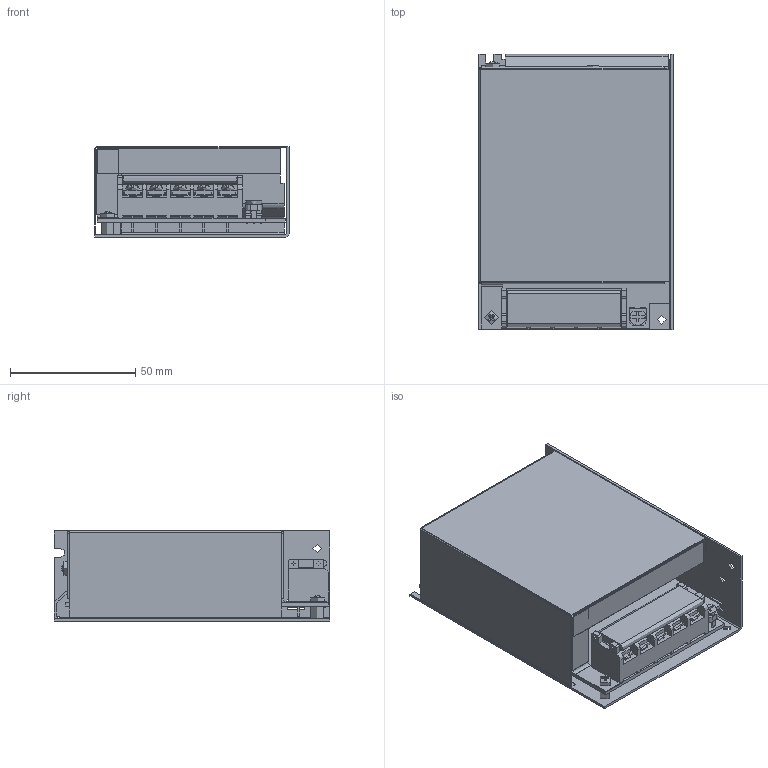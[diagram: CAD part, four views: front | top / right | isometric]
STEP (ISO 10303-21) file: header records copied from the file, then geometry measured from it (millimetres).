
FILE_DESCRIPTION(/* description */ ('FreeCAD Model'),/* implementation_level */ '2;1');
FILE_NAME(/* name */ 'PSU.stp',/* time_stamp */ '2022-01-15T14:46:42+07:00',/* author */ ('siwat'),/* organization */ (''),/* preprocessor_version */ 'ST-DEVELOPER v18.1',/* originating_system */ 'Autodesk Inventor 2022',/* authorisation */ 'Unknown');
FILE_SCHEMA (('AUTOMOTIVE_DESIGN { 1 0 10303 214 3 1 1 }'));
Length unit declared in the file: millimetre
Products named in the file (15): S-60-12; Body; Body_1; Body_2; Potentiometer_Blue; Model; Body_3; Body_4; Body_5; Body_6; Body_7; Contact_1; M3x5-Screw; M2.5x4-Screw; Open CASCADE STEP translator 7.4 1.9
Assembly tree (27 placements, depth 3):
  S-60-12
    Body
    Body_1
    Body_2
    Potentiometer_Blue
    Model
      Body_3
      Body_4
      Body_5  x5
      Body_6  x5
      Body_7  x5
      Contact_1
    M3x5-Screw  x2
    M2.5x4-Screw
    Open CASCADE STEP translator 7.4 1.9
Bounding box: 77.5 x 110 x 36 mm (x, y, z)
Volume: 37717.8 mm3; surface area: 80471.7 mm2
Topology: 25 solids, 25 shells, 789 faces, 2537 edges, 2963 vertices
Faces by surface type: plane 612, cylinder 136, cone 21, bspline 15, torus 3, sphere 2
Full cylindrical faces by diameter (mm): 1 x7, 1.4 x4, 2.5 x2, 3 x10, 3.5 x6, 4 x20, 4.5 x1, 5 x2, 5.6 x2
Entity records: 22916 total; most frequent: CARTESIAN_POINT 6738, ORIENTED_EDGE 2968, DIRECTION 2911, EDGE_CURVE 1484, LINE 1169, VECTOR 1169, VERTEX_POINT 947, AXIS2_PLACEMENT_3D 871
